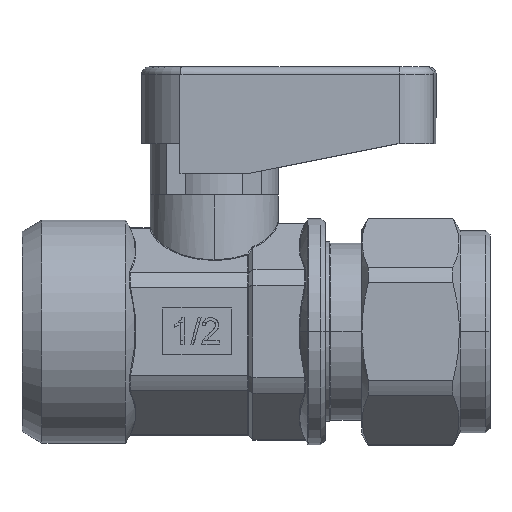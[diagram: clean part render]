
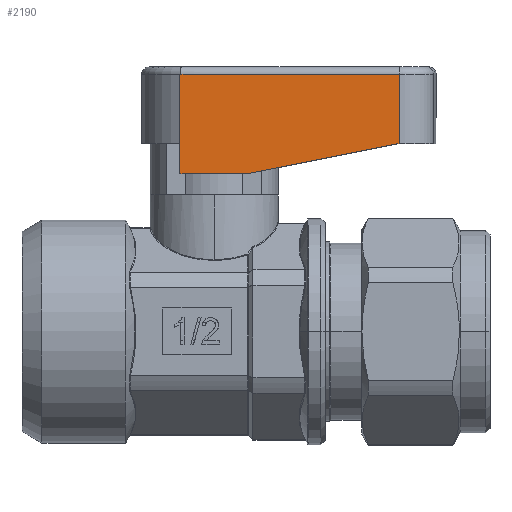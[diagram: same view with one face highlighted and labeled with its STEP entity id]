
A CAD part, top view. The second image highlights one B-rep face of the part: STEP entity #2190.
In plain terms, the highlighted planar face has unit normal (0, 0, 1).
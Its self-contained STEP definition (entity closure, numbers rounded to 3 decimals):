
#2190 = ADVANCED_FACE ( 'NONE', ( #7890 ), #23510, .T. ) ;
#3883 = AXIS2_PLACEMENT_3D ( 'NONE', #23508, #23512, #23513 ) ;
#7890 = FACE_OUTER_BOUND ( 'NONE', #10120, .T. ) ;
#9354 = EDGE_CURVE ( 'NONE', #39674, #39680, #18992, .T. ) ;
#9389 = EDGE_CURVE ( 'NONE', #39676, #39686, #19030, .T. ) ;
#9394 = EDGE_CURVE ( 'NONE', #39680, #39676, #19036, .T. ) ;
#9406 = EDGE_CURVE ( 'NONE', #39674, #39677, #19048, .T. ) ;
#9418 = EDGE_CURVE ( 'NONE', #39686, #39692, #19062, .T. ) ;
#9419 = EDGE_CURVE ( 'NONE', #39692, #39707, #19063, .T. ) ;
#9420 = EDGE_CURVE ( 'NONE', #39677, #39707, #19065, .T. ) ;
#10120 = EDGE_LOOP ( 'NONE', ( #31098, #31099, #31100, #31101, #31102, #31103, #31104 ) ) ;
#18992 = LINE ( 'NONE', #33016, #19002 ) ;
#19002 = VECTOR ( 'NONE', #33023, 1000. ) ;
#19030 = LINE ( 'NONE', #33068, #19034 ) ;
#19034 = VECTOR ( 'NONE', #33063, 1000. ) ;
#19036 = LINE ( 'NONE', #33078, #19038 ) ;
#19038 = VECTOR ( 'NONE', #33079, 1000. ) ;
#19048 = LINE ( 'NONE', #33093, #19051 ) ;
#19051 = VECTOR ( 'NONE', #33094, 1000. ) ;
#19062 = LINE ( 'NONE', #33104, #19064 ) ;
#19063 = LINE ( 'NONE', #33114, #19066 ) ;
#19064 = VECTOR ( 'NONE', #33105, 1000. ) ;
#19065 = LINE ( 'NONE', #33116, #19068 ) ;
#19066 = VECTOR ( 'NONE', #33115, 1000. ) ;
#19068 = VECTOR ( 'NONE', #33117, 1000. ) ;
#23508 = CARTESIAN_POINT ( 'NONE',  ( -4., 18.5, 7.5 ) ) ;
#23510 = PLANE ( 'NONE',  #3883 ) ;
#23512 = DIRECTION ( 'NONE',  ( 0., 0., 1. ) ) ;
#23513 = DIRECTION ( 'NONE',  ( 1., 0., 0. ) ) ;
#31098 = ORIENTED_EDGE ( 'NONE', *, *, #9418, .T. ) ;
#31099 = ORIENTED_EDGE ( 'NONE', *, *, #9419, .T. ) ;
#31100 = ORIENTED_EDGE ( 'NONE', *, *, #9420, .F. ) ;
#31101 = ORIENTED_EDGE ( 'NONE', *, *, #9406, .F. ) ;
#31102 = ORIENTED_EDGE ( 'NONE', *, *, #9354, .T. ) ;
#31103 = ORIENTED_EDGE ( 'NONE', *, *, #9394, .T. ) ;
#31104 = ORIENTED_EDGE ( 'NONE', *, *, #9389, .T. ) ;
#33016 = CARTESIAN_POINT ( 'NONE',  ( -4., 18.5, 7.5 ) ) ;
#33023 = DIRECTION ( 'NONE',  ( 1., 0., 0. ) ) ;
#33063 = DIRECTION ( 'NONE',  ( 1., 0., 0. ) ) ;
#33068 = CARTESIAN_POINT ( 'NONE',  ( 26., 22., 7.5 ) ) ;
#33078 = CARTESIAN_POINT ( 'NONE',  ( 21.5, 22., 7.5 ) ) ;
#33079 = DIRECTION ( 'NONE',  ( 0.981, 0.196, 0. ) ) ;
#33093 = CARTESIAN_POINT ( 'NONE',  ( -4., 18.5, 7.5 ) ) ;
#33094 = DIRECTION ( 'NONE',  ( 0., 1., 0. ) ) ;
#33104 = CARTESIAN_POINT ( 'NONE',  ( 21.72, 18.5, 7.5 ) ) ;
#33105 = DIRECTION ( 'NONE',  ( 0., 1., 0. ) ) ;
#33114 = CARTESIAN_POINT ( 'NONE',  ( -4., 30.1, 7.5 ) ) ;
#33115 = DIRECTION ( 'NONE',  ( -1., 0., 0. ) ) ;
#33116 = CARTESIAN_POINT ( 'NONE',  ( -4., 18.5, 7.5 ) ) ;
#33117 = DIRECTION ( 'NONE',  ( 0., 1., 0. ) ) ;
#37019 = CARTESIAN_POINT ( 'NONE',  ( -4., 18.5, 7.5 ) ) ;
#37021 = CARTESIAN_POINT ( 'NONE',  ( 21.5, 22., 7.5 ) ) ;
#37022 = CARTESIAN_POINT ( 'NONE',  ( -4., 22., 7.5 ) ) ;
#37025 = CARTESIAN_POINT ( 'NONE',  ( 4., 18.5, 7.5 ) ) ;
#37031 = CARTESIAN_POINT ( 'NONE',  ( 21.72, 22., 7.5 ) ) ;
#37037 = CARTESIAN_POINT ( 'NONE',  ( 21.72, 30.1, 7.5 ) ) ;
#37052 = CARTESIAN_POINT ( 'NONE',  ( -4., 30.1, 7.5 ) ) ;
#39674 = VERTEX_POINT ( 'NONE', #37019 ) ;
#39676 = VERTEX_POINT ( 'NONE', #37021 ) ;
#39677 = VERTEX_POINT ( 'NONE', #37022 ) ;
#39680 = VERTEX_POINT ( 'NONE', #37025 ) ;
#39686 = VERTEX_POINT ( 'NONE', #37031 ) ;
#39692 = VERTEX_POINT ( 'NONE', #37037 ) ;
#39707 = VERTEX_POINT ( 'NONE', #37052 ) ;
